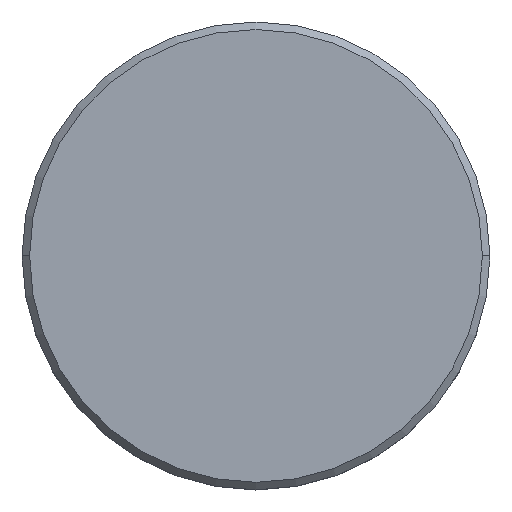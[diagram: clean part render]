
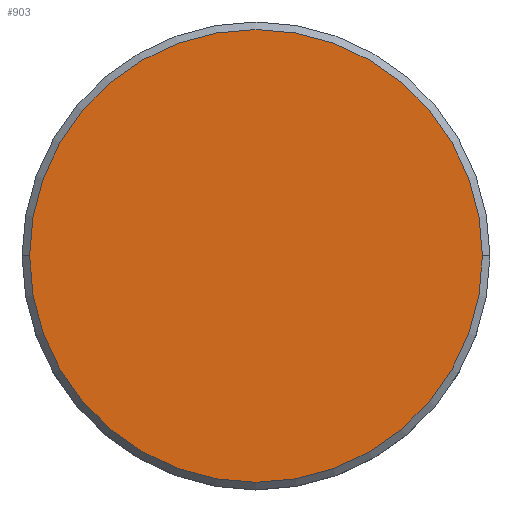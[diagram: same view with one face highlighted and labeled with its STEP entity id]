
A CAD part, top view. The second image highlights one B-rep face of the part: STEP entity #903.
In plain terms, the highlighted planar face has unit normal (0, 0, 1).
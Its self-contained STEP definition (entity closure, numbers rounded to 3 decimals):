
#11 = DIRECTION ( 'NONE',  ( 1., 0., 0. ) ) ;
#102 = PLANE ( 'NONE',  #305 ) ;
#104 = VERTEX_POINT ( 'NONE', #1068 ) ;
#142 = CARTESIAN_POINT ( 'NONE',  ( -15., 0., 0. ) ) ;
#177 = AXIS2_PLACEMENT_3D ( 'NONE', #247, #1004, #901 ) ;
#247 = CARTESIAN_POINT ( 'NONE',  ( 0., 0., 0. ) ) ;
#305 = AXIS2_PLACEMENT_3D ( 'NONE', #480, #1012, #1023 ) ;
#369 = EDGE_CURVE ( 'NONE', #104, #1025, #961, .T. ) ;
#480 = CARTESIAN_POINT ( 'NONE',  ( 0., 0., 0. ) ) ;
#517 = ORIENTED_EDGE ( 'NONE', *, *, #891, .T. ) ;
#658 = EDGE_LOOP ( 'NONE', ( #517, #774 ) ) ;
#738 = DIRECTION ( 'NONE',  ( 0., 0., 1. ) ) ;
#774 = ORIENTED_EDGE ( 'NONE', *, *, #369, .T. ) ;
#864 = CIRCLE ( 'NONE', #886, 15. ) ;
#886 = AXIS2_PLACEMENT_3D ( 'NONE', #1109, #738, #11 ) ;
#891 = EDGE_CURVE ( 'NONE', #1025, #104, #864, .T. ) ;
#901 = DIRECTION ( 'NONE',  ( 1., 0., 0. ) ) ;
#903 = ADVANCED_FACE ( 'NONE', ( #1029 ), #102, .T. ) ;
#961 = CIRCLE ( 'NONE', #177, 15. ) ;
#1004 = DIRECTION ( 'NONE',  ( 0., 0., 1. ) ) ;
#1012 = DIRECTION ( 'NONE',  ( 0., 0., 1. ) ) ;
#1023 = DIRECTION ( 'NONE',  ( 1., 0., 0. ) ) ;
#1025 = VERTEX_POINT ( 'NONE', #142 ) ;
#1029 = FACE_OUTER_BOUND ( 'NONE', #658, .T. ) ;
#1068 = CARTESIAN_POINT ( 'NONE',  ( 15., 0., 0. ) ) ;
#1109 = CARTESIAN_POINT ( 'NONE',  ( 0., 0., 0. ) ) ;
